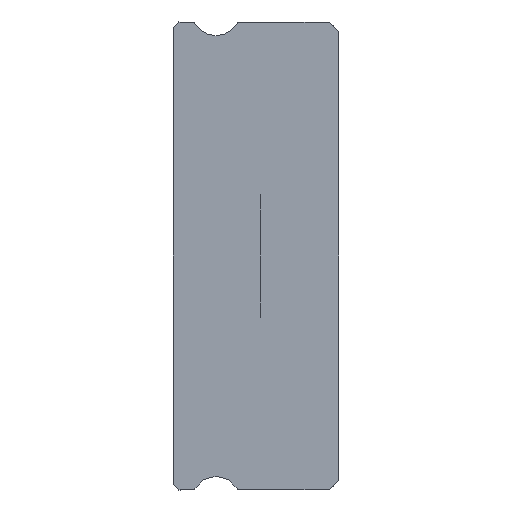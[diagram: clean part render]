
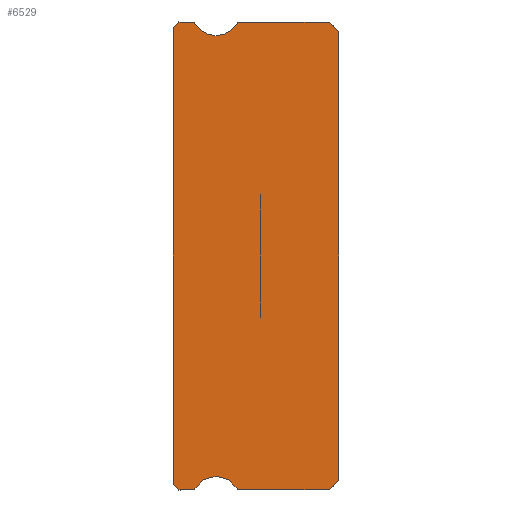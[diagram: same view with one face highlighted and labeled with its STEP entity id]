
A CAD part, left-side view. The second image highlights one B-rep face of the part: STEP entity #6529.
In plain terms, the highlighted planar face has unit normal (-1, 0, 0).
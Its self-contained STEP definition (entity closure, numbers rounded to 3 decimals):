
#103 = CARTESIAN_POINT ( 'NONE',  ( -10., 0., 11.5 ) ) ;
#159 = EDGE_CURVE ( 'NONE', #7002, #6260, #1001, .T. ) ;
#197 = CARTESIAN_POINT ( 'NONE',  ( -10., 0.5, -12. ) ) ;
#201 = VECTOR ( 'NONE', #6228, 1000. ) ;
#219 = CARTESIAN_POINT ( 'NONE',  ( -10., 8.5, -11.7 ) ) ;
#296 = DIRECTION ( 'NONE',  ( 0., 0., -1. ) ) ;
#336 = DIRECTION ( 'NONE',  ( 0., 0.707, -0.707 ) ) ;
#454 = VECTOR ( 'NONE', #6773, 1000. ) ;
#498 = DIRECTION ( 'NONE',  ( 0., 0., -1. ) ) ;
#760 = VERTEX_POINT ( 'NONE', #2784 ) ;
#761 = DIRECTION ( 'NONE',  ( -1., 0., 0. ) ) ;
#777 = CARTESIAN_POINT ( 'NONE',  ( -10., 0.5, 12. ) ) ;
#806 = AXIS2_PLACEMENT_3D ( 'NONE', #6088, #1227, #954 ) ;
#820 = EDGE_CURVE ( 'NONE', #5660, #4665, #8175, .T. ) ;
#834 = CARTESIAN_POINT ( 'NONE',  ( -10., 7.512, -12. ) ) ;
#953 = EDGE_CURVE ( 'NONE', #5072, #1329, #2919, .T. ) ;
#954 = DIRECTION ( 'NONE',  ( 0., 0., -1. ) ) ;
#968 = ORIENTED_EDGE ( 'NONE', *, *, #7297, .F. ) ;
#1000 = DIRECTION ( 'NONE',  ( 0., 0., -1. ) ) ;
#1001 = LINE ( 'NONE', #1084, #7036 ) ;
#1002 = DIRECTION ( 'NONE',  ( 0., -1., 0. ) ) ;
#1084 = CARTESIAN_POINT ( 'NONE',  ( -10., 0., -11.5 ) ) ;
#1213 = EDGE_CURVE ( 'NONE', #1780, #1694, #3804, .T. ) ;
#1221 = CIRCLE ( 'NONE', #806, 0.15 ) ;
#1227 = DIRECTION ( 'NONE',  ( 1., 0., 0. ) ) ;
#1288 = PLANE ( 'NONE',  #5570 ) ;
#1329 = VERTEX_POINT ( 'NONE', #1760 ) ;
#1526 = VERTEX_POINT ( 'NONE', #5506 ) ;
#1584 = ORIENTED_EDGE ( 'NONE', *, *, #159, .F. ) ;
#1588 = CARTESIAN_POINT ( 'NONE',  ( -10., 7.383, -11.925 ) ) ;
#1694 = VERTEX_POINT ( 'NONE', #3706 ) ;
#1736 = EDGE_CURVE ( 'NONE', #7562, #8240, #3782, .T. ) ;
#1760 = CARTESIAN_POINT ( 'NONE',  ( -10., 8.2, -12. ) ) ;
#1780 = VERTEX_POINT ( 'NONE', #7872 ) ;
#1813 = FACE_OUTER_BOUND ( 'NONE', #5694, .T. ) ;
#2037 = ORIENTED_EDGE ( 'NONE', *, *, #820, .F. ) ;
#2058 = DIRECTION ( 'NONE',  ( 1., 0., 0. ) ) ;
#2175 = LINE ( 'NONE', #103, #3982 ) ;
#2207 = CARTESIAN_POINT ( 'NONE',  ( -10., 8.5, 11.7 ) ) ;
#2256 = CARTESIAN_POINT ( 'NONE',  ( -10., 0.5, 12. ) ) ;
#2283 = CARTESIAN_POINT ( 'NONE',  ( -10., 0., -11.5 ) ) ;
#2309 = AXIS2_PLACEMENT_3D ( 'NONE', #6816, #761, #3480 ) ;
#2340 = ORIENTED_EDGE ( 'NONE', *, *, #5823, .F. ) ;
#2484 = ORIENTED_EDGE ( 'NONE', *, *, #4387, .T. ) ;
#2502 = AXIS2_PLACEMENT_3D ( 'NONE', #3128, #8562, #296 ) ;
#2515 = VECTOR ( 'NONE', #1002, 1000. ) ;
#2532 = VERTEX_POINT ( 'NONE', #4046 ) ;
#2620 = VERTEX_POINT ( 'NONE', #2207 ) ;
#2622 = DIRECTION ( 'NONE',  ( 0., 0.707, -0.707 ) ) ;
#2639 = DIRECTION ( 'NONE',  ( -1., 0., 0. ) ) ;
#2640 = ORIENTED_EDGE ( 'NONE', *, *, #953, .T. ) ;
#2656 = DIRECTION ( 'NONE',  ( -1., 0., 0. ) ) ;
#2688 = DIRECTION ( 'NONE',  ( 0., 0., -1. ) ) ;
#2767 = DIRECTION ( 'NONE',  ( 0., 0., -1. ) ) ;
#2784 = CARTESIAN_POINT ( 'NONE',  ( -10., 5.217, 11.925 ) ) ;
#2802 = AXIS2_PLACEMENT_3D ( 'NONE', #4766, #2058, #2767 ) ;
#2816 = LINE ( 'NONE', #777, #6607 ) ;
#2919 = LINE ( 'NONE', #3057, #7312 ) ;
#2965 = DIRECTION ( 'NONE',  ( 0., -0.707, -0.707 ) ) ;
#3057 = CARTESIAN_POINT ( 'NONE',  ( -10., 8.2, -12. ) ) ;
#3085 = EDGE_CURVE ( 'NONE', #3572, #8155, #7038, .T. ) ;
#3128 = CARTESIAN_POINT ( 'NONE',  ( -10., 5.088, -11.85 ) ) ;
#3140 = EDGE_CURVE ( 'NONE', #4665, #8359, #2816, .T. ) ;
#3156 = EDGE_CURVE ( 'NONE', #1329, #8155, #7719, .T. ) ;
#3214 = LINE ( 'NONE', #7844, #4686 ) ;
#3222 = ORIENTED_EDGE ( 'NONE', *, *, #4553, .T. ) ;
#3375 = AXIS2_PLACEMENT_3D ( 'NONE', #6963, #7057, #1000 ) ;
#3394 = CIRCLE ( 'NONE', #4805, 1.25 ) ;
#3480 = DIRECTION ( 'NONE',  ( 0., 0., -1. ) ) ;
#3518 = VECTOR ( 'NONE', #4499, 1000. ) ;
#3524 = CIRCLE ( 'NONE', #3375, 0.15 ) ;
#3572 = VERTEX_POINT ( 'NONE', #1588 ) ;
#3673 = ORIENTED_EDGE ( 'NONE', *, *, #7779, .F. ) ;
#3706 = CARTESIAN_POINT ( 'NONE',  ( -10., 5.217, -11.925 ) ) ;
#3755 = ORIENTED_EDGE ( 'NONE', *, *, #1736, .T. ) ;
#3782 = LINE ( 'NONE', #4616, #3518 ) ;
#3800 = EDGE_CURVE ( 'NONE', #1526, #2532, #3394, .T. ) ;
#3804 = CIRCLE ( 'NONE', #2502, 0.15 ) ;
#3982 = VECTOR ( 'NONE', #4715, 1000. ) ;
#4046 = CARTESIAN_POINT ( 'NONE',  ( -10., 6.3, 11.3 ) ) ;
#4137 = CARTESIAN_POINT ( 'NONE',  ( -10., 7.512, 12. ) ) ;
#4387 = EDGE_CURVE ( 'NONE', #8240, #2620, #3214, .T. ) ;
#4445 = CARTESIAN_POINT ( 'NONE',  ( -10., 5.088, 12. ) ) ;
#4499 = DIRECTION ( 'NONE',  ( 0., 1., 0. ) ) ;
#4538 = CARTESIAN_POINT ( 'NONE',  ( -10., 7.512, 11.85 ) ) ;
#4553 = EDGE_CURVE ( 'NONE', #7002, #8359, #2175, .T. ) ;
#4594 = ORIENTED_EDGE ( 'NONE', *, *, #3800, .F. ) ;
#4616 = CARTESIAN_POINT ( 'NONE',  ( -10., 8.2, 12. ) ) ;
#4619 = CARTESIAN_POINT ( 'NONE',  ( -10., 6.3, 12.55 ) ) ;
#4665 = VERTEX_POINT ( 'NONE', #2256 ) ;
#4686 = VECTOR ( 'NONE', #2622, 1000. ) ;
#4715 = DIRECTION ( 'NONE',  ( 0., 0., 1. ) ) ;
#4766 = CARTESIAN_POINT ( 'NONE',  ( -10., 7.512, -11.85 ) ) ;
#4805 = AXIS2_PLACEMENT_3D ( 'NONE', #7521, #2639, #2688 ) ;
#4941 = CARTESIAN_POINT ( 'NONE',  ( -10., 0., 11.5 ) ) ;
#5072 = VERTEX_POINT ( 'NONE', #219 ) ;
#5314 = ORIENTED_EDGE ( 'NONE', *, *, #8309, .F. ) ;
#5506 = CARTESIAN_POINT ( 'NONE',  ( -10., 7.383, 11.925 ) ) ;
#5517 = DIRECTION ( 'NONE',  ( 0., -0.707, -0.707 ) ) ;
#5570 = AXIS2_PLACEMENT_3D ( 'NONE', #4538, #7222, #498 ) ;
#5660 = VERTEX_POINT ( 'NONE', #4445 ) ;
#5694 = EDGE_LOOP ( 'NONE', ( #7132, #2640, #5721, #6369, #968, #8539, #6556, #1584, #3222, #7620, #2037, #3673, #2340, #4594, #5314, #3755, #2484 ) ) ;
#5721 = ORIENTED_EDGE ( 'NONE', *, *, #3156, .T. ) ;
#5823 = EDGE_CURVE ( 'NONE', #2532, #760, #8061, .T. ) ;
#5979 = CARTESIAN_POINT ( 'NONE',  ( -10., 8.2, 12. ) ) ;
#6088 = CARTESIAN_POINT ( 'NONE',  ( -10., 7.512, 11.85 ) ) ;
#6225 = CARTESIAN_POINT ( 'NONE',  ( -10., 7.512, -12. ) ) ;
#6228 = DIRECTION ( 'NONE',  ( 0., 1., 0. ) ) ;
#6260 = VERTEX_POINT ( 'NONE', #197 ) ;
#6268 = EDGE_CURVE ( 'NONE', #5072, #2620, #8231, .T. ) ;
#6270 = CIRCLE ( 'NONE', #2309, 1.25 ) ;
#6369 = ORIENTED_EDGE ( 'NONE', *, *, #3085, .F. ) ;
#6529 = ADVANCED_FACE ( 'NONE', ( #1813 ), #1288, .F. ) ;
#6556 = ORIENTED_EDGE ( 'NONE', *, *, #6950, .F. ) ;
#6607 = VECTOR ( 'NONE', #5517, 1000. ) ;
#6614 = VECTOR ( 'NONE', #6808, 1000. ) ;
#6726 = CARTESIAN_POINT ( 'NONE',  ( -10., 7.512, 12. ) ) ;
#6773 = DIRECTION ( 'NONE',  ( 0., 0., 1. ) ) ;
#6808 = DIRECTION ( 'NONE',  ( 0., -1., 0. ) ) ;
#6816 = CARTESIAN_POINT ( 'NONE',  ( -10., 6.3, -12.55 ) ) ;
#6950 = EDGE_CURVE ( 'NONE', #6260, #1780, #7517, .T. ) ;
#6963 = CARTESIAN_POINT ( 'NONE',  ( -10., 5.088, 11.85 ) ) ;
#6966 = CARTESIAN_POINT ( 'NONE',  ( -10., 7.512, -12. ) ) ;
#7002 = VERTEX_POINT ( 'NONE', #2283 ) ;
#7036 = VECTOR ( 'NONE', #336, 1000. ) ;
#7038 = CIRCLE ( 'NONE', #2802, 0.15 ) ;
#7057 = DIRECTION ( 'NONE',  ( 1., 0., 0. ) ) ;
#7132 = ORIENTED_EDGE ( 'NONE', *, *, #6268, .F. ) ;
#7222 = DIRECTION ( 'NONE',  ( 1., 0., 0. ) ) ;
#7297 = EDGE_CURVE ( 'NONE', #1694, #3572, #6270, .T. ) ;
#7305 = DIRECTION ( 'NONE',  ( 0., 0., -1. ) ) ;
#7312 = VECTOR ( 'NONE', #2965, 1000. ) ;
#7517 = LINE ( 'NONE', #834, #201 ) ;
#7521 = CARTESIAN_POINT ( 'NONE',  ( -10., 6.3, 12.55 ) ) ;
#7562 = VERTEX_POINT ( 'NONE', #6726 ) ;
#7620 = ORIENTED_EDGE ( 'NONE', *, *, #3140, .F. ) ;
#7719 = LINE ( 'NONE', #6966, #2515 ) ;
#7779 = EDGE_CURVE ( 'NONE', #760, #5660, #3524, .T. ) ;
#7844 = CARTESIAN_POINT ( 'NONE',  ( -10., 8.5, 11.7 ) ) ;
#7872 = CARTESIAN_POINT ( 'NONE',  ( -10., 5.088, -12. ) ) ;
#8061 = CIRCLE ( 'NONE', #8340, 1.25 ) ;
#8140 = CARTESIAN_POINT ( 'NONE',  ( -10., 8.5, 11.85 ) ) ;
#8155 = VERTEX_POINT ( 'NONE', #6225 ) ;
#8175 = LINE ( 'NONE', #4137, #6614 ) ;
#8231 = LINE ( 'NONE', #8140, #454 ) ;
#8240 = VERTEX_POINT ( 'NONE', #5979 ) ;
#8309 = EDGE_CURVE ( 'NONE', #7562, #1526, #1221, .T. ) ;
#8340 = AXIS2_PLACEMENT_3D ( 'NONE', #4619, #2656, #7305 ) ;
#8359 = VERTEX_POINT ( 'NONE', #4941 ) ;
#8539 = ORIENTED_EDGE ( 'NONE', *, *, #1213, .F. ) ;
#8562 = DIRECTION ( 'NONE',  ( 1., 0., 0. ) ) ;
